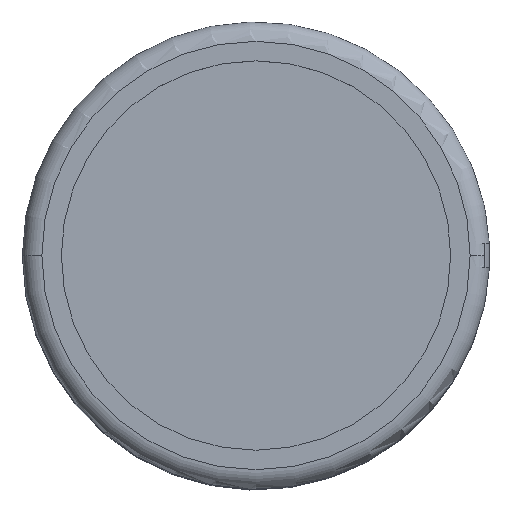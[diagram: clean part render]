
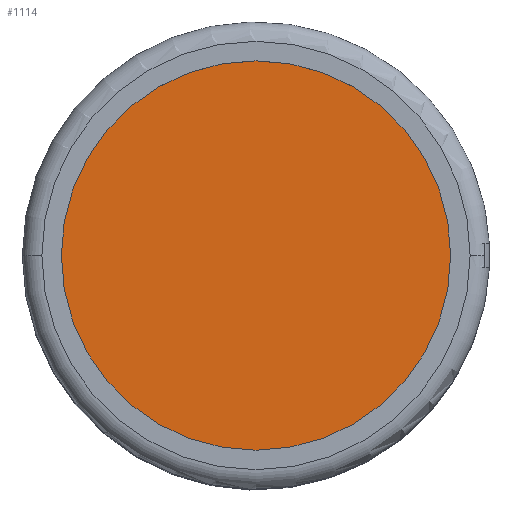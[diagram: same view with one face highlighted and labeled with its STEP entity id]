
A CAD part, top view. The second image highlights one B-rep face of the part: STEP entity #1114.
In plain terms, the highlighted planar face has unit normal (0, 0, 1).
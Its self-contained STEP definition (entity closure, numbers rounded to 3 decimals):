
#1034=CARTESIAN_POINT('',(-15.0,0.,41.5));
#1035=VERTEX_POINT('',#1034);
#1044=CARTESIAN_POINT('',(15.0,0.0,41.5));
#1045=VERTEX_POINT('',#1044);
#1046=CARTESIAN_POINT('',(0.0,0.0,41.5));
#1047=DIRECTION('',(0.0,0.0,1.0));
#1048=DIRECTION('',(-1.0,0.0,0.0));
#1049=AXIS2_PLACEMENT_3D('',#1046,#1047,#1048);
#1050=CIRCLE('',#1049,15.0);
#1051=EDGE_CURVE('',#1045,#1035,#1050,.T.);
#1085=CARTESIAN_POINT('',(0.0,0.0,41.5));
#1086=DIRECTION('',(0.0,0.0,1.0));
#1087=DIRECTION('',(-1.0,0.0,0.0));
#1088=AXIS2_PLACEMENT_3D('',#1085,#1086,#1087);
#1089=CIRCLE('',#1088,15.0);
#1090=EDGE_CURVE('',#1035,#1045,#1089,.T.);
#1105=CARTESIAN_POINT('',(0.0,0.0,41.5));
#1106=DIRECTION('',(0.0,0.0,1.0));
#1107=DIRECTION('',(-1.0,0.0,0.0));
#1108=AXIS2_PLACEMENT_3D('',#1105,#1106,#1107);
#1109=PLANE('',#1108);
#1110=ORIENTED_EDGE('',*,*,#1090,.T.);
#1111=ORIENTED_EDGE('',*,*,#1051,.T.);
#1112=EDGE_LOOP('',(#1110,#1111));
#1113=FACE_OUTER_BOUND('',#1112,.T.);
#1114=ADVANCED_FACE('',(#1113),#1109,.T.);
